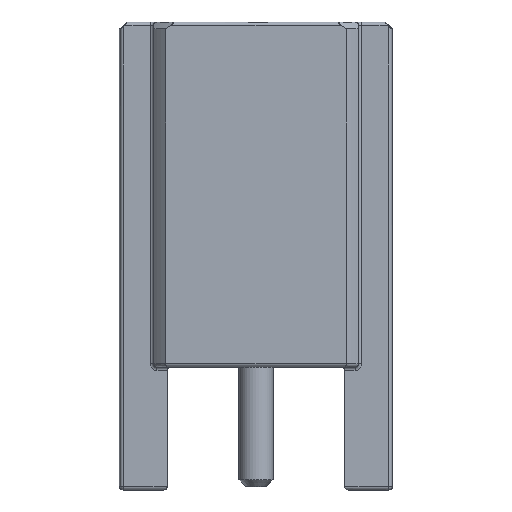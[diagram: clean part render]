
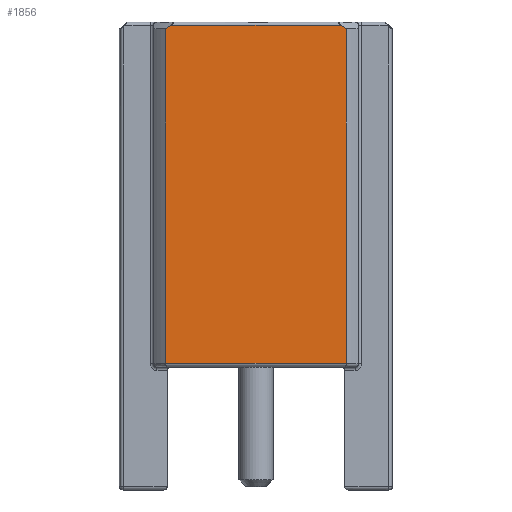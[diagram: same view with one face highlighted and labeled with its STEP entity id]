
A CAD part, top view. The second image highlights one B-rep face of the part: STEP entity #1856.
In plain terms, the highlighted planar face has unit normal (0, 0, 1).
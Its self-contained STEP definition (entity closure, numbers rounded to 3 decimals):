
#95 = B_SPLINE_CURVE_WITH_KNOTS ( 'NONE', 3,
 ( #546, #1055, #206, #1887 ),
 .UNSPECIFIED., .F., .F.,
 ( 4, 4 ),
 ( 0.002, 0.002 ),
 .UNSPECIFIED. ) ;
#156 = VECTOR ( 'NONE', #5083, 1000. ) ;
#173 = ORIENTED_EDGE ( 'NONE', *, *, #4201, .F. ) ;
#206 = CARTESIAN_POINT ( 'NONE',  ( 1.272, 6.734, 1.5 ) ) ;
#330 = LINE ( 'NONE', #5278, #3410 ) ;
#393 = CARTESIAN_POINT ( 'NONE',  ( 0., 1.8, 1.5 ) ) ;
#463 = AXIS2_PLACEMENT_3D ( 'NONE', #1952, #2785, #2818 ) ;
#546 = CARTESIAN_POINT ( 'NONE',  ( 1.323, 6.7, 1.5 ) ) ;
#620 = ORIENTED_EDGE ( 'NONE', *, *, #4309, .T. ) ;
#737 = CARTESIAN_POINT ( 'NONE',  ( -1.323, 6.7, 1.5 ) ) ;
#755 = CARTESIAN_POINT ( 'NONE',  ( -1.297, 6.717, 1.5 ) ) ;
#766 = PLANE ( 'NONE',  #463 ) ;
#908 = ORIENTED_EDGE ( 'NONE', *, *, #2863, .T. ) ;
#991 = VERTEX_POINT ( 'NONE', #3179 ) ;
#1055 = CARTESIAN_POINT ( 'NONE',  ( 1.297, 6.717, 1.5 ) ) ;
#1458 = EDGE_CURVE ( 'NONE', #2910, #991, #95, .T. ) ;
#1517 = DIRECTION ( 'NONE',  ( 0., -1., 0. ) ) ;
#1790 = EDGE_CURVE ( 'NONE', #3351, #3170, #4715, .T. ) ;
#1808 = CARTESIAN_POINT ( 'NONE',  ( -1.246, 6.75, 1.5 ) ) ;
#1856 = ADVANCED_FACE ( 'NONE', ( #4198 ), #766, .F. ) ;
#1887 = CARTESIAN_POINT ( 'NONE',  ( 1.246, 6.75, 1.5 ) ) ;
#1952 = CARTESIAN_POINT ( 'NONE',  ( 0., 6.8, 1.5 ) ) ;
#2344 = CARTESIAN_POINT ( 'NONE',  ( 1.323, 1.8, 1.5 ) ) ;
#2390 = VERTEX_POINT ( 'NONE', #1808 ) ;
#2412 = CARTESIAN_POINT ( 'NONE',  ( -1.272, 6.734, 1.5 ) ) ;
#2491 = VECTOR ( 'NONE', #4388, 1000. ) ;
#2529 = ORIENTED_EDGE ( 'NONE', *, *, #3647, .T. ) ;
#2581 = VERTEX_POINT ( 'NONE', #2344 ) ;
#2726 = CARTESIAN_POINT ( 'NONE',  ( -1.323, 1.8, 1.5 ) ) ;
#2785 = DIRECTION ( 'NONE',  ( 0., 0., -1. ) ) ;
#2805 = LINE ( 'NONE', #393, #3937 ) ;
#2818 = DIRECTION ( 'NONE',  ( -1., 0., 0. ) ) ;
#2863 = EDGE_CURVE ( 'NONE', #3170, #2581, #2805, .T. ) ;
#2893 = DIRECTION ( 'NONE',  ( 1., 0., 0. ) ) ;
#2910 = VERTEX_POINT ( 'NONE', #2967 ) ;
#2967 = CARTESIAN_POINT ( 'NONE',  ( 1.323, 6.7, 1.5 ) ) ;
#3170 = VERTEX_POINT ( 'NONE', #2726 ) ;
#3179 = CARTESIAN_POINT ( 'NONE',  ( 1.246, 6.75, 1.5 ) ) ;
#3351 = VERTEX_POINT ( 'NONE', #737 ) ;
#3410 = VECTOR ( 'NONE', #1517, 1000. ) ;
#3566 = B_SPLINE_CURVE_WITH_KNOTS ( 'NONE', 3,
 ( #4909, #2412, #755, #3659 ),
 .UNSPECIFIED., .F., .F.,
 ( 4, 4 ),
 ( 0.005, 0.005 ),
 .UNSPECIFIED. ) ;
#3603 = LINE ( 'NONE', #4664, #156 ) ;
#3647 = EDGE_CURVE ( 'NONE', #991, #2390, #3603, .T. ) ;
#3659 = CARTESIAN_POINT ( 'NONE',  ( -1.323, 6.7, 1.5 ) ) ;
#3776 = ORIENTED_EDGE ( 'NONE', *, *, #1790, .T. ) ;
#3937 = VECTOR ( 'NONE', #2893, 1000. ) ;
#4198 = FACE_OUTER_BOUND ( 'NONE', #5224, .T. ) ;
#4201 = EDGE_CURVE ( 'NONE', #2910, #2581, #330, .T. ) ;
#4309 = EDGE_CURVE ( 'NONE', #2390, #3351, #3566, .T. ) ;
#4388 = DIRECTION ( 'NONE',  ( 0., -1., 0. ) ) ;
#4664 = CARTESIAN_POINT ( 'NONE',  ( -1.166, 6.75, 1.5 ) ) ;
#4715 = LINE ( 'NONE', #4754, #2491 ) ;
#4754 = CARTESIAN_POINT ( 'NONE',  ( -1.323, 6.8, 1.5 ) ) ;
#4810 = ORIENTED_EDGE ( 'NONE', *, *, #1458, .T. ) ;
#4909 = CARTESIAN_POINT ( 'NONE',  ( -1.246, 6.75, 1.5 ) ) ;
#5083 = DIRECTION ( 'NONE',  ( -1., 0., 0. ) ) ;
#5224 = EDGE_LOOP ( 'NONE', ( #3776, #908, #173, #4810, #2529, #620 ) ) ;
#5278 = CARTESIAN_POINT ( 'NONE',  ( 1.323, 6.8, 1.5 ) ) ;
